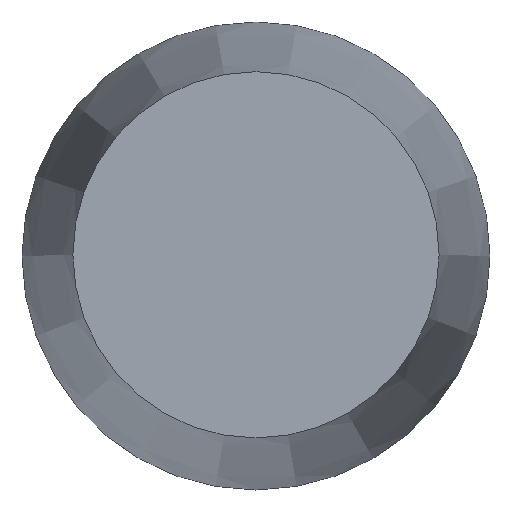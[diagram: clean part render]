
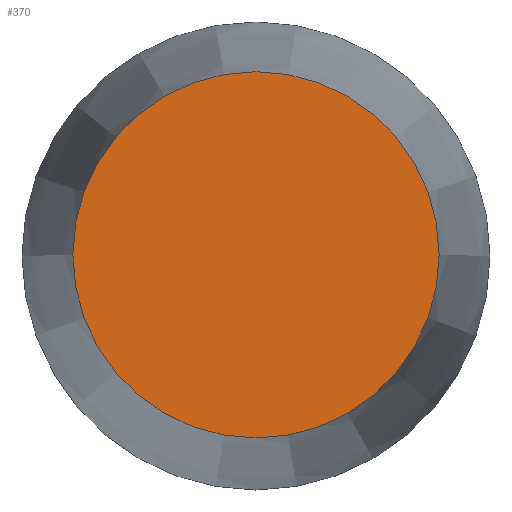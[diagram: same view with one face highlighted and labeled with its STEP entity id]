
A CAD part, top view. The second image highlights one B-rep face of the part: STEP entity #370.
In plain terms, the highlighted planar face has unit normal (0, 0, 1).
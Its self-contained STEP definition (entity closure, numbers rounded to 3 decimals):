
#370=ADVANCED_FACE('', (#380), #390, .T.);
#1580=AXIS2_PLACEMENT_3D('Ax2Pl3d', #1590, #1600, #1610);
#1620=AXIS2_PLACEMENT_3D('Ax2Pl3d', #1630, #1640, #1650);
#1590=CARTESIAN_POINT('HicPkt', (22.395,30.1,55.232));
#3280=CARTESIAN_POINT('', (31.395,30.1,55.232));
#1630=CARTESIAN_POINT('HicPkt', (31.395,30.1,55.232));
#3500=CIRCLE('Circle', #1580, 9.);
#1600=DIRECTION('Axis', (0.,0.,-1.));
#1610=DIRECTION('RefDirection', (-1.,-0.,0.));
#1640=DIRECTION('Axis', (0.,0.,1.));
#1650=DIRECTION('RefDirection', (1.,0.,-0.));
#4610=EDGE_CURVE('', #4620, #4620, #3500, .T.);
#5170=EDGE_LOOP('Edge_loop', (#5180));
#380=FACE_OUTER_BOUND('Face_outer_bound', #5170, .T.);
#5180=ORIENTED_EDGE('', *, *, #4610, .F.);
#390=PLANE('Plane', #1620);
#4620=VERTEX_POINT('', #3280);
